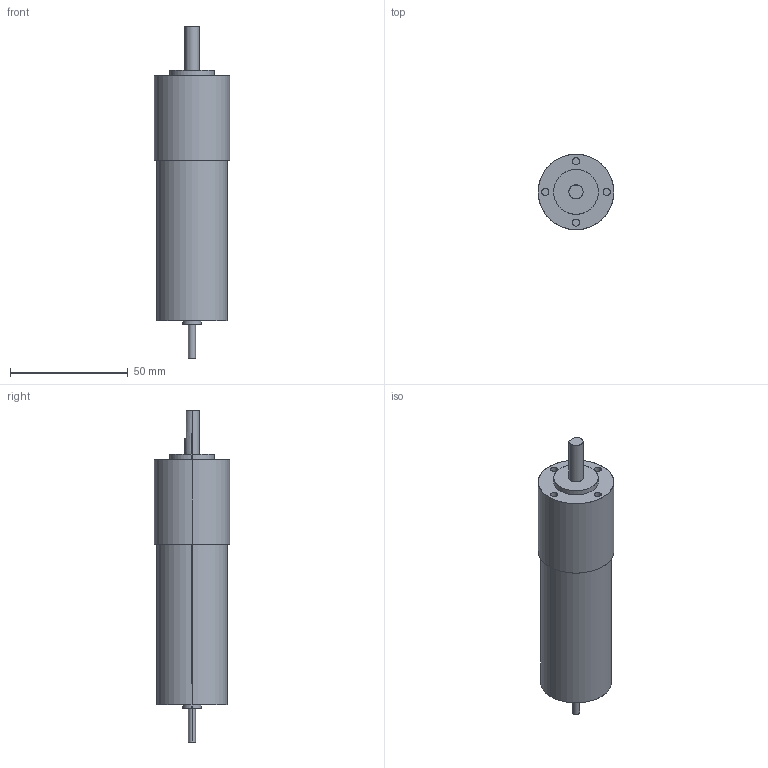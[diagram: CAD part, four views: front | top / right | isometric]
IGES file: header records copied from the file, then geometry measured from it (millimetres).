
Start section: SolidWorks IGES file using analytic representation for surfaces
Global section: file name: MAXON_RE25_GP32-MRencoder.IGS; native system: SolidWorks 2006 by SolidWorks Corporation; preprocessor: SolidWorks 2006 by SolidWorks Corporation; author: leinad; date: 080605.115725; units: inch
Bounding box: 32 x 32 x 140.7 mm (x, y, z)
Surface area: 12534.1 mm2 (no closed solid volume)
Topology: 0 solids, 0 shells, 53 faces, 1084 edges, 1174 vertices
Faces by surface type: revolution 36, bspline 17
